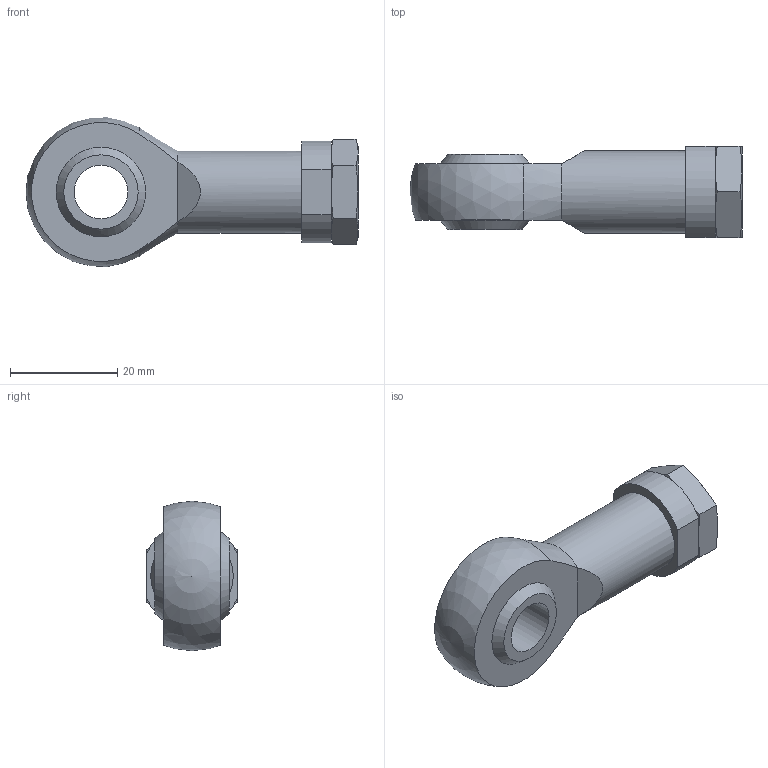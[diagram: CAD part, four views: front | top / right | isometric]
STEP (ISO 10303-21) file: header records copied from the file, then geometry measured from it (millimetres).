
FILE_DESCRIPTION(/* description */ ('STEP AP214'),/* implementation_level */ '2;1');
FILE_NAME(/* name */ '195582_CRSGS-M10X125',/* time_stamp */ '2024-07-24T15:50:57+02:00',/* author */ ('License CC BY-ND 4.0'),/* organization */ ('CADENAS'),/* preprocessor_version */ 'ST-DEVELOPER v19.3',/* originating_system */ 'PARTsolutions',/* authorisation */ ' ');
FILE_SCHEMA (('AUTOMOTIVE_DESIGN {1 0 10303 214 3 1 1}'));
Length unit declared in the file: millimetre
Products named in the file (3): 195582 CRSGS-M10x1,25---(0); 195582 CRSGS-M10x1,25---(K_0); DIN-439-B - M10x1.25(F)
Assembly tree (2 placements, depth 2):
  195582 CRSGS-M10x1,25---(0)
    195582 CRSGS-M10x1,25---(K_0)
    DIN-439-B - M10x1.25(F)
Bounding box: 62 x 17 x 27.92 mm (x, y, z)
Volume: 11233 mm3; surface area: 5535.8 mm2
Topology: 2 solids, 2 shells, 35 faces, 79 edges, 50 vertices
Faces by surface type: plane 18, cone 8, cylinder 6, sphere 3
Full cylindrical faces by diameter (mm): 8.376 x1, 8.647 x1, 10 x1, 15.352 x1
Entity records: 974 total; most frequent: CARTESIAN_POINT 203, DIRECTION 148, ORIENTED_EDGE 120, AXIS2_PLACEMENT_3D 66, EDGE_CURVE 60, FACE_BOUND 55, EDGE_LOOP 54, VERTEX_POINT 45
